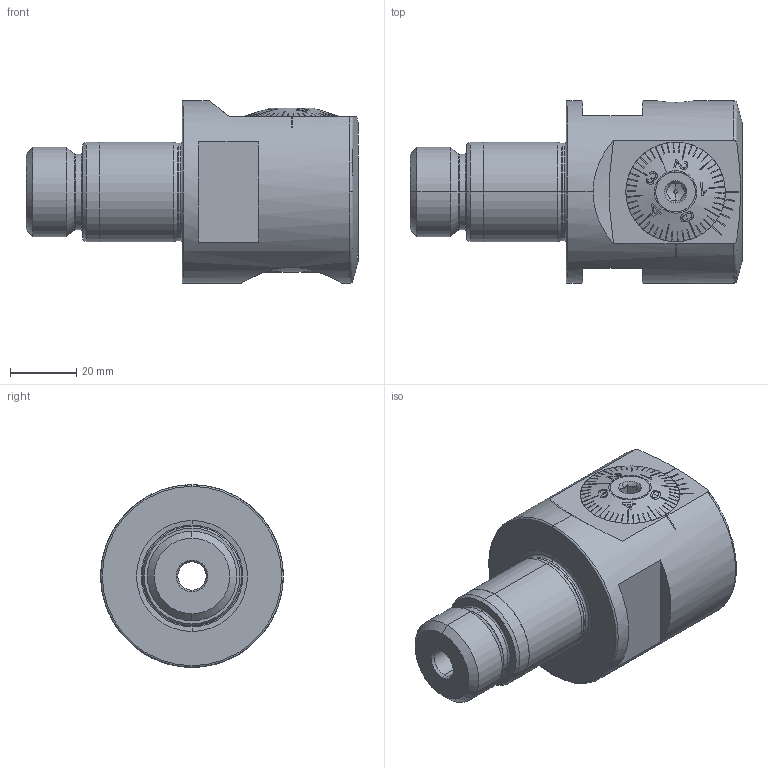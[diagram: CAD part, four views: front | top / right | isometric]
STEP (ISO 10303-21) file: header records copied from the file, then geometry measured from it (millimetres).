
FILE_DESCRIPTION (( 'STEP AP203' ), '1' );
FILE_NAME ('260.550.053C.STEP', '2018-02-21T08:42:04', ( 'SWIAdmin' ), ( 'Hewlett-Packard Company' ), 'SwSTEP 2.0', 'SolidWorks 2017', '' );
FILE_SCHEMA (( 'CONFIG_CONTROL_DESIGN' ));
Length unit declared in the file: millimetre
Products named in the file (17): ISO 4026 - M10 x 16; DIN 3771 - 25x1.5; A55-BG2.011.016_E; A55-BG2.014.007_A; A55-BG2.015.007_B; A55-BG1.014.041; A55-BG3.011.033_A_gek〉zt; Klebstoff D10; WCB-ER2.001.009_A; ISO 4026 - M10 x 8; CA5-A55.K00.053_B; 260.550.053C; A55-BG1.011.041_E; A55-BG1.012.007_B; A55-BG1.011.041; A55-BG2.012.006_B; A55-BG2.013.005_C
Assembly tree (19 placements, depth 4):
  260.550.053C
    CA5-A55.K00.053_B
    A55-BG1.014.041
      A55-BG1.011.041
        A55-BG1.011.041_E
        A55-BG1.012.007_B
      A55-BG2.012.006_B
      A55-BG2.013.005_C
      DIN 3771 - 25x1.5
      ISO 4026 - M10 x 16  x2
      A55-BG2.015.007_B
        A55-BG2.011.016_E
        A55-BG2.014.007_A
    A55-BG3.011.033_A_gek〉zt
    Klebstoff D10
    WCB-ER2.001.009_A
    ISO 4026 - M10 x 8
    ISO 4026 - M10 x 16  x2
Bounding box: 100 x 55 x 55 mm (x, y, z)
Volume: 131487.5 mm3; surface area: 42156.2 mm2
Topology: 16 solids, 16 shells, 739 faces, 1895 edges, 1199 vertices
Faces by surface type: plane 323, cone 181, cylinder 132, torus 59, bspline 42, sphere 2
Entity records: 27831 total; most frequent: CARTESIAN_POINT 9766, ORIENTED_EDGE 3590, DIRECTION 3102, EDGE_CURVE 1795, AXIS2_PLACEMENT_3D 1215, VERTEX_POINT 1139, EDGE_LOOP 740, FACE_OUTER_BOUND 694
